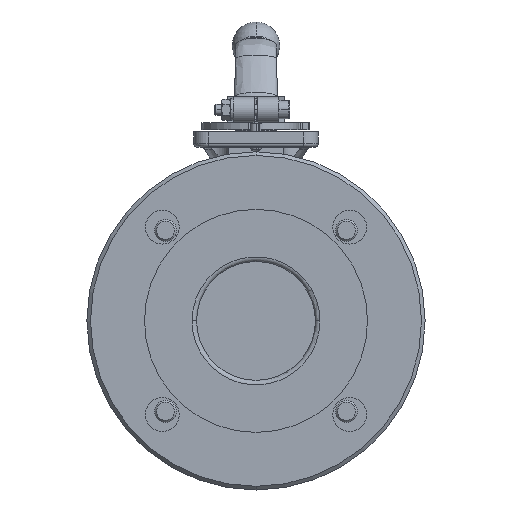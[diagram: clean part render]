
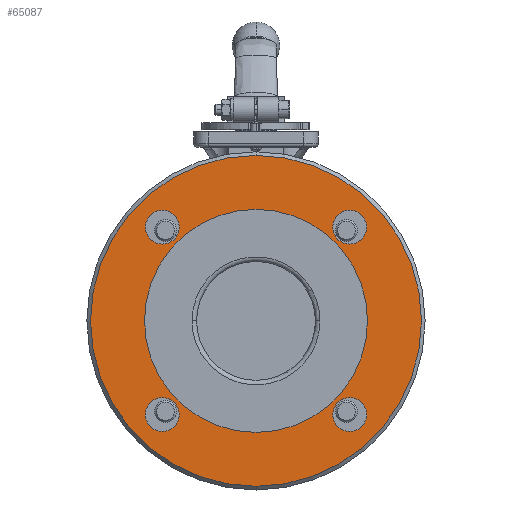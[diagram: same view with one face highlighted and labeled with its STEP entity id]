
A CAD part, left-side view. The second image highlights one B-rep face of the part: STEP entity #65087.
In plain terms, the highlighted planar face has unit normal (-1, 0, 0).
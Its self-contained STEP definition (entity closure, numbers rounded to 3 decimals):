
#46560=CARTESIAN_POINT('',(-70.,-42.015,-51.265));
#46561=VERTEX_POINT('',#46560);
#46577=CARTESIAN_POINT('',(-70.,-60.515,-51.265));
#46578=VERTEX_POINT('',#46577);
#46585=CARTESIAN_POINT('',(-70.,-51.265,-51.265));
#46586=DIRECTION('',(1.,-0.,-0.));
#46587=DIRECTION('',(0.,1.,-0.));
#46588=AXIS2_PLACEMENT_3D('',#46585,#46586,#46587);
#46589=CIRCLE('',#46588,9.25);
#46590=EDGE_CURVE('',#46561,#46578,#46589,.T.);
#46603=CARTESIAN_POINT('',(-70.,60.515,51.265));
#46604=VERTEX_POINT('',#46603);
#46620=CARTESIAN_POINT('',(-70.,42.015,51.265));
#46621=VERTEX_POINT('',#46620);
#46628=CARTESIAN_POINT('',(-70.,51.265,51.265));
#46629=DIRECTION('',(1.,-0.,-0.));
#46630=DIRECTION('',(0.,1.,-0.));
#46631=AXIS2_PLACEMENT_3D('',#46628,#46629,#46630);
#46632=CIRCLE('',#46631,9.25);
#46633=EDGE_CURVE('',#46604,#46621,#46632,.T.);
#46646=CARTESIAN_POINT('',(-70.,60.515,-51.265));
#46647=VERTEX_POINT('',#46646);
#46663=CARTESIAN_POINT('',(-70.,42.015,-51.265));
#46664=VERTEX_POINT('',#46663);
#46671=CARTESIAN_POINT('',(-70.,51.265,-51.265));
#46672=DIRECTION('',(1.,-0.,-0.));
#46673=DIRECTION('',(0.,1.,-0.));
#46674=AXIS2_PLACEMENT_3D('',#46671,#46672,#46673);
#46675=CIRCLE('',#46674,9.25);
#46676=EDGE_CURVE('',#46647,#46664,#46675,.T.);
#46689=CARTESIAN_POINT('',(-70.,-42.015,51.265));
#46690=VERTEX_POINT('',#46689);
#46706=CARTESIAN_POINT('',(-70.,-60.515,51.265));
#46707=VERTEX_POINT('',#46706);
#46714=CARTESIAN_POINT('',(-70.,-51.265,51.265));
#46715=DIRECTION('',(1.,-0.,-0.));
#46716=DIRECTION('',(0.,1.,-0.));
#46717=AXIS2_PLACEMENT_3D('',#46714,#46715,#46716);
#46718=CIRCLE('',#46717,9.25);
#46719=EDGE_CURVE('',#46690,#46707,#46718,.T.);
#47520=CARTESIAN_POINT('',(-70.,0.,61.));
#47521=VERTEX_POINT('',#47520);
#47537=CARTESIAN_POINT('',(-70.,-0.,-61.));
#47538=VERTEX_POINT('',#47537);
#47545=CARTESIAN_POINT('',(-70.,0.,0.));
#47546=DIRECTION('',(1.,-0.,-0.));
#47547=DIRECTION('',(0.,0.,1.));
#47548=AXIS2_PLACEMENT_3D('',#47545,#47546,#47547);
#47549=CIRCLE('',#47548,61.);
#47550=EDGE_CURVE('',#47521,#47538,#47549,.T.);
#47561=CARTESIAN_POINT('',(-70.,0.,90.5));
#47562=VERTEX_POINT('',#47561);
#47571=CARTESIAN_POINT('',(-70.,-0.,-90.5));
#47572=VERTEX_POINT('',#47571);
#47573=CARTESIAN_POINT('',(-70.,0.,0.));
#47574=DIRECTION('',(1.,0.,-0.));
#47575=DIRECTION('',(0.,0.,1.));
#47576=AXIS2_PLACEMENT_3D('',#47573,#47574,#47575);
#47577=CIRCLE('',#47576,90.5);
#47578=EDGE_CURVE('',#47562,#47572,#47577,.T.);
#65017=CARTESIAN_POINT('',(-70.,0.,0.));
#65018=DIRECTION('',(1.,0.,-0.));
#65019=DIRECTION('',(0.,0.,1.));
#65020=AXIS2_PLACEMENT_3D('',#65017,#65018,#65019);
#65021=CIRCLE('',#65020,90.5);
#65022=EDGE_CURVE('',#47572,#47562,#65021,.T.);
#65028=CARTESIAN_POINT('',(-70.,0.,75.75));
#65029=DIRECTION('',(-1.,0.,0.));
#65030=DIRECTION('',(0.,-1.,0.));
#65031=AXIS2_PLACEMENT_3D('',#65028,#65029,#65030);
#65032=PLANE('',#65031);
#65033=ORIENTED_EDGE('',*,*,#65022,.F.);
#65034=ORIENTED_EDGE('',*,*,#47578,.F.);
#65035=EDGE_LOOP('',(#65033,#65034));
#65036=FACE_BOUND('',#65035,.T.);
#65037=CARTESIAN_POINT('',(-70.,-51.265,-51.265));
#65038=DIRECTION('',(1.,-0.,-0.));
#65039=DIRECTION('',(0.,1.,-0.));
#65040=AXIS2_PLACEMENT_3D('',#65037,#65038,#65039);
#65041=CIRCLE('',#65040,9.25);
#65042=EDGE_CURVE('',#46578,#46561,#65041,.T.);
#65043=ORIENTED_EDGE('',*,*,#65042,.T.);
#65044=ORIENTED_EDGE('',*,*,#46590,.T.);
#65045=EDGE_LOOP('',(#65043,#65044));
#65046=FACE_BOUND('',#65045,.T.);
#65047=CARTESIAN_POINT('',(-70.,51.265,51.265));
#65048=DIRECTION('',(1.,-0.,-0.));
#65049=DIRECTION('',(0.,1.,-0.));
#65050=AXIS2_PLACEMENT_3D('',#65047,#65048,#65049);
#65051=CIRCLE('',#65050,9.25);
#65052=EDGE_CURVE('',#46621,#46604,#65051,.T.);
#65053=ORIENTED_EDGE('',*,*,#65052,.T.);
#65054=ORIENTED_EDGE('',*,*,#46633,.T.);
#65055=EDGE_LOOP('',(#65053,#65054));
#65056=FACE_BOUND('',#65055,.T.);
#65057=CARTESIAN_POINT('',(-70.,51.265,-51.265));
#65058=DIRECTION('',(1.,-0.,-0.));
#65059=DIRECTION('',(0.,1.,-0.));
#65060=AXIS2_PLACEMENT_3D('',#65057,#65058,#65059);
#65061=CIRCLE('',#65060,9.25);
#65062=EDGE_CURVE('',#46664,#46647,#65061,.T.);
#65063=ORIENTED_EDGE('',*,*,#65062,.T.);
#65064=ORIENTED_EDGE('',*,*,#46676,.T.);
#65065=EDGE_LOOP('',(#65063,#65064));
#65066=FACE_BOUND('',#65065,.T.);
#65067=CARTESIAN_POINT('',(-70.,-51.265,51.265));
#65068=DIRECTION('',(1.,-0.,-0.));
#65069=DIRECTION('',(0.,1.,-0.));
#65070=AXIS2_PLACEMENT_3D('',#65067,#65068,#65069);
#65071=CIRCLE('',#65070,9.25);
#65072=EDGE_CURVE('',#46707,#46690,#65071,.T.);
#65073=ORIENTED_EDGE('',*,*,#65072,.T.);
#65074=ORIENTED_EDGE('',*,*,#46719,.T.);
#65075=EDGE_LOOP('',(#65073,#65074));
#65076=FACE_BOUND('',#65075,.T.);
#65077=CARTESIAN_POINT('',(-70.,0.,0.));
#65078=DIRECTION('',(1.,-0.,-0.));
#65079=DIRECTION('',(0.,0.,1.));
#65080=AXIS2_PLACEMENT_3D('',#65077,#65078,#65079);
#65081=CIRCLE('',#65080,61.);
#65082=EDGE_CURVE('',#47538,#47521,#65081,.T.);
#65083=ORIENTED_EDGE('',*,*,#65082,.T.);
#65084=ORIENTED_EDGE('',*,*,#47550,.T.);
#65085=EDGE_LOOP('',(#65083,#65084));
#65086=FACE_BOUND('',#65085,.T.);
#65087=ADVANCED_FACE('',(#65036,#65046,#65056,#65066,#65076,#65086),#65032,.T.);
